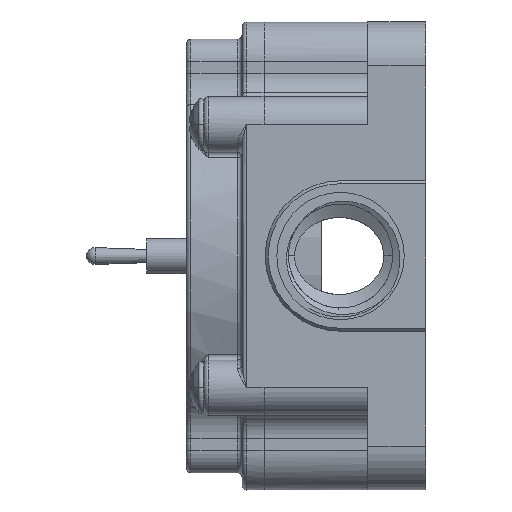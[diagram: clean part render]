
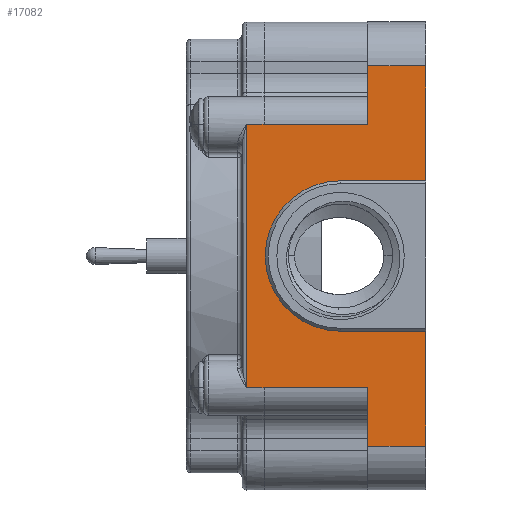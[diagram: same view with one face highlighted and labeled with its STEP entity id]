
A CAD part, left-side view. The second image highlights one B-rep face of the part: STEP entity #17082.
In plain terms, the highlighted planar face has unit normal (-1, 0, 0).
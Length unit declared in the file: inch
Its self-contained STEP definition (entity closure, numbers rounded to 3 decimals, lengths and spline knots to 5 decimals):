
#550=DIRECTION('',(0.,0.,1.));
#551=VECTOR('',#550,0.39848);
#552=CARTESIAN_POINT('',(-1.57756,0.3937,0.895));
#553=LINE('',#552,#551);
#564=DIRECTION('',(0.,1.,0.));
#565=VECTOR('',#564,0.3937);
#566=CARTESIAN_POINT('',(-1.57756,0.,1.29348));
#567=LINE('',#566,#565);
#568=DIRECTION('',(0.,1.,0.));
#569=VECTOR('',#568,0.70472);
#570=CARTESIAN_POINT('',(-1.57756,0.3937,-0.895));
#571=LINE('',#570,#569);
#572=DIRECTION('',(0.,1.,0.));
#573=VECTOR('',#572,0.12008);
#574=CARTESIAN_POINT('',(-1.57755,1.09843,
-0.89516));
#575=LINE('',#574,#573);
#576=DIRECTION('',(0.,0.,-1.));
#577=VECTOR('',#576,0.78167);
#578=CARTESIAN_POINT('',(-1.57756,0.,1.29348));
#579=LINE('',#578,#577);
#580=DIRECTION('',(0.,1.,0.));
#581=VECTOR('',#580,0.57835);
#582=CARTESIAN_POINT('',(-1.57756,0.,0.51181));
#583=LINE('',#582,#581);
#584=CARTESIAN_POINT('',(-1.57756,0.57835,0.));
#585=DIRECTION('',(-1.,0.,0.));
#586=DIRECTION('',(0.,0.,1.));
#587=AXIS2_PLACEMENT_3D('',#584,#585,#586);
#589=DIRECTION('',(0.,1.,0.));
#590=VECTOR('',#589,0.57835);
#591=CARTESIAN_POINT('',(-1.57756,0.,-0.51181));
#592=LINE('',#591,#590);
#593=DIRECTION('',(0.,0.,-1.));
#594=VECTOR('',#593,0.78167);
#595=CARTESIAN_POINT('',(-1.57756,0.,-0.51181));
#596=LINE('',#595,#594);
#597=DIRECTION('',(0.,1.,0.));
#598=VECTOR('',#597,0.3937);
#599=CARTESIAN_POINT('',(-1.57756,0.,-1.29348));
#600=LINE('',#599,#598);
#610=DIRECTION('',(-0.083,0.,0.997));
#611=VECTOR('',#610,0.00016);
#612=CARTESIAN_POINT('',(-1.57755,1.09843,
-0.89516));
#613=LINE('',#612,#611);
#1583=DIRECTION('',(0.,1.,0.));
#1584=VECTOR('',#1583,0.12008);
#1585=CARTESIAN_POINT('',(-1.57754,1.09843,
0.895));
#1586=LINE('',#1585,#1584);
#1652=CARTESIAN_POINT('',(-1.57753,1.2185,0.895));
#1654=DIRECTION('',(0.,0.,-1.));
#1655=VECTOR('',#1654,1.79016);
#1656=CARTESIAN_POINT('',(-1.57753,1.2185,0.895));
#1657=LINE('',#1656,#1655);
#1710=CARTESIAN_POINT('',(-1.57753,1.2185,
-0.89516));
#4124=DIRECTION('',(0.,1.,0.));
#4125=VECTOR('',#4124,0.70472);
#4126=CARTESIAN_POINT('',(-1.57756,0.3937,0.895));
#4127=LINE('',#4126,#4125);
#4308=DIRECTION('',(0.,0.,1.));
#4309=VECTOR('',#4308,0.39848);
#4310=CARTESIAN_POINT('',(-1.57756,0.3937,
-1.29348));
#4311=LINE('',#4310,#4309);
#13697=CARTESIAN_POINT('',(-1.57756,0.,1.29348));
#13699=VERTEX_POINT('',#13697);
#13710=CARTESIAN_POINT('',(-1.57756,0.,-1.29348));
#13712=VERTEX_POINT('',#13710);
#13713=CARTESIAN_POINT('',(-1.57756,0.3937,
1.29348));
#13715=VERTEX_POINT('',#13713);
#13726=CARTESIAN_POINT('',(-1.57756,0.3937,
-1.29348));
#13728=VERTEX_POINT('',#13726);
#13741=CARTESIAN_POINT('',(-1.57756,0.3937,-0.895));
#13742=VERTEX_POINT('',#13741);
#13743=CARTESIAN_POINT('',(-1.57756,0.3937,0.895));
#13744=VERTEX_POINT('',#13743);
#13821=CARTESIAN_POINT('',(-1.57756,0.,-0.51181));
#13822=CARTESIAN_POINT('',(-1.57756,0.57835,
-0.51181));
#13823=VERTEX_POINT('',#13821);
#13824=VERTEX_POINT('',#13822);
#13825=CARTESIAN_POINT('',(-1.57756,0.,0.51181));
#13826=CARTESIAN_POINT('',(-1.57756,0.57835,
0.51181));
#13827=VERTEX_POINT('',#13825);
#13828=VERTEX_POINT('',#13826);
#14872=VERTEX_POINT('',#1652);
#14890=VERTEX_POINT('',#1710);
#15501=CARTESIAN_POINT('',(-1.57756,1.09843,
-0.89516));
#15502=VERTEX_POINT('',#15501);
#15503=CARTESIAN_POINT('',(-1.57756,1.09843,-0.895));
#15504=VERTEX_POINT('',#15503);
#15505=CARTESIAN_POINT('',(-1.57752,1.09843,
0.895));
#15507=VERTEX_POINT('',#15505);
#17049=CARTESIAN_POINT('',(-1.57756,0.,-1.29348));
#17050=DIRECTION('',(-1.,0.,0.));
#17051=DIRECTION('',(0.,0.,1.));
#17052=AXIS2_PLACEMENT_3D('',#17049,#17050,#17051);
#17053=PLANE('',#17052);
#17055=ORIENTED_EDGE('',*,*,#17054,.T.);
#17057=ORIENTED_EDGE('',*,*,#17056,.F.);
#17059=ORIENTED_EDGE('',*,*,#17058,.T.);
#17061=ORIENTED_EDGE('',*,*,#17060,.F.);
#17063=ORIENTED_EDGE('',*,*,#17062,.F.);
#17065=ORIENTED_EDGE('',*,*,#17064,.F.);
#17066=ORIENTED_EDGE('',*,*,#17016,.T.);
#17067=ORIENTED_EDGE('',*,*,#17042,.F.);
#17068=ORIENTED_EDGE('',*,*,#16540,.T.);
#17070=ORIENTED_EDGE('',*,*,#17069,.T.);
#17072=ORIENTED_EDGE('',*,*,#17071,.T.);
#17074=ORIENTED_EDGE('',*,*,#17073,.F.);
#17075=ORIENTED_EDGE('',*,*,#16528,.T.);
#17077=ORIENTED_EDGE('',*,*,#17076,.T.);
#17079=ORIENTED_EDGE('',*,*,#17078,.T.);
#17080=EDGE_LOOP('',(#17055,#17057,#17059,#17061,#17063,#17065,#17066,#17067,
#17068,#17070,#17072,#17074,#17075,#17077,#17079));
#17081=FACE_OUTER_BOUND('',#17080,.F.);
#17082=ADVANCED_FACE('',(#17081),#17053,.T.);
#588=CIRCLE('',#587,0.51181);
#16528=EDGE_CURVE('',#13823,#13712,#596,.T.);
#16540=EDGE_CURVE('',#13699,#13827,#579,.T.);
#17016=EDGE_CURVE('',#13744,#13715,#553,.T.);
#17042=EDGE_CURVE('',#13699,#13715,#567,.T.);
#17054=EDGE_CURVE('',#13742,#15504,#571,.T.);
#17056=EDGE_CURVE('',#15502,#15504,#613,.T.);
#17058=EDGE_CURVE('',#15502,#14890,#575,.T.);
#17060=EDGE_CURVE('',#14872,#14890,#1657,.T.);
#17062=EDGE_CURVE('',#15507,#14872,#1586,.T.);
#17064=EDGE_CURVE('',#13744,#15507,#4127,.T.);
#17069=EDGE_CURVE('',#13827,#13828,#583,.T.);
#17071=EDGE_CURVE('',#13828,#13824,#588,.T.);
#17073=EDGE_CURVE('',#13823,#13824,#592,.T.);
#17076=EDGE_CURVE('',#13712,#13728,#600,.T.);
#17078=EDGE_CURVE('',#13728,#13742,#4311,.T.);
